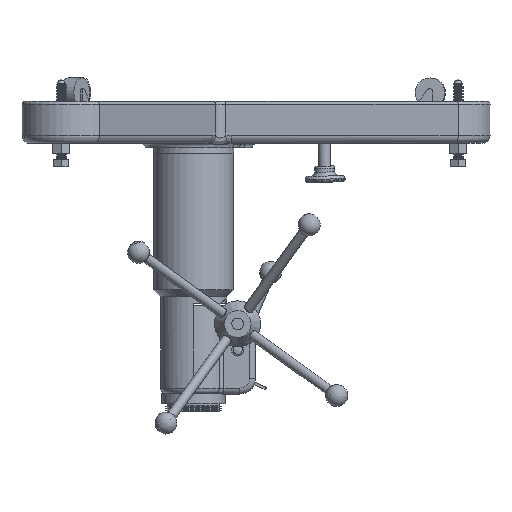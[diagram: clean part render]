
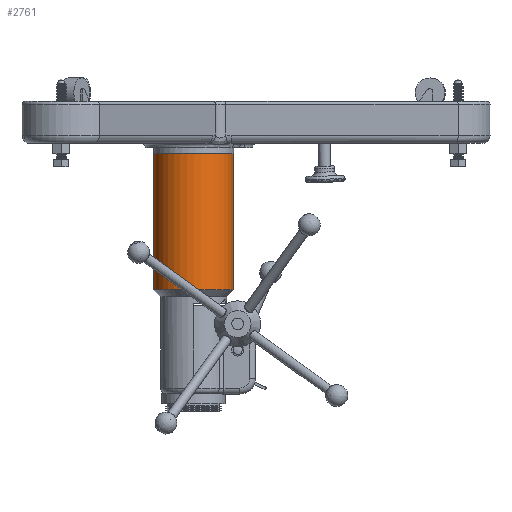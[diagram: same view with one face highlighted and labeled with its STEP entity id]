
A CAD part, front view. The second image highlights one B-rep face of the part: STEP entity #2761.
In plain terms, the highlighted cylindrical face has radius 63.5 mm (diameter 127 mm), a full revolution.
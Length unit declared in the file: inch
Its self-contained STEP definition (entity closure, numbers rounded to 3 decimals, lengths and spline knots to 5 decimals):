
#1082 = AXIS2_PLACEMENT_3D ( 'NONE', #13621, #13616, #13615 ) ;
#2761 = ADVANCED_FACE ( 'NONE', ( #8650, #8626 ), #8654, .T. ) ;
#4457 = ORIENTED_EDGE ( 'NONE', *, *, #21709, .F. ) ;
#8626 = FACE_OUTER_BOUND ( 'NONE', #11746, .T. ) ;
#8650 = FACE_OUTER_BOUND ( 'NONE', #11727, .T. ) ;
#8654 = CYLINDRICAL_SURFACE ( 'NONE', #1082, 2.5 ) ;
#11727 = EDGE_LOOP ( 'NONE', ( #4457 ) ) ;
#11746 = EDGE_LOOP ( 'NONE', ( #12412 ) ) ;
#12412 = ORIENTED_EDGE ( 'NONE', *, *, #22001, .T. ) ;
#13615 = DIRECTION ( 'NONE',  ( 0., 1., 0. ) ) ;
#13616 = DIRECTION ( 'NONE',  ( 0., 0., -1. ) ) ;
#13621 = CARTESIAN_POINT ( 'NONE',  ( 0., 0., -0.755 ) ) ;
#19557 = CIRCLE ( 'NONE', #26759, 2.5 ) ;
#19888 = CIRCLE ( 'NONE', #27290, 2.5 ) ;
#21032 = CARTESIAN_POINT ( 'NONE',  ( 0., 0., -0.755 ) ) ;
#21033 = DIRECTION ( 'NONE',  ( 0., 0., 1. ) ) ;
#21034 = DIRECTION ( 'NONE',  ( 0., -1., 0. ) ) ;
#21709 = EDGE_CURVE ( 'NONE', #26104, #26104, #19557, .T. ) ;
#22001 = EDGE_CURVE ( 'NONE', #26228, #26228, #19888, .T. ) ;
#23272 = CARTESIAN_POINT ( 'NONE',  ( 0., 0., -9.255 ) ) ;
#23273 = DIRECTION ( 'NONE',  ( 0., 0., 1. ) ) ;
#23274 = DIRECTION ( 'NONE',  ( 0., -1., 0. ) ) ;
#25727 = CARTESIAN_POINT ( 'NONE',  ( 0., -2.5, -0.755 ) ) ;
#26104 = VERTEX_POINT ( 'NONE', #25727 ) ;
#26228 = VERTEX_POINT ( 'NONE', #26869 ) ;
#26759 = AXIS2_PLACEMENT_3D ( 'NONE', #21032, #21033, #21034 ) ;
#26869 = CARTESIAN_POINT ( 'NONE',  ( 0., -2.5, -9.255 ) ) ;
#27290 = AXIS2_PLACEMENT_3D ( 'NONE', #23272, #23273, #23274 ) ;
